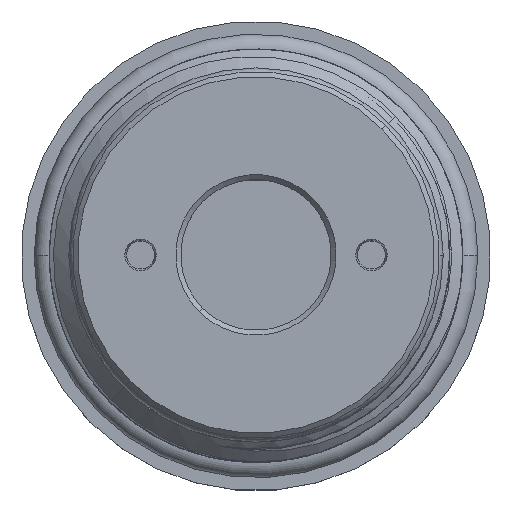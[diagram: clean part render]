
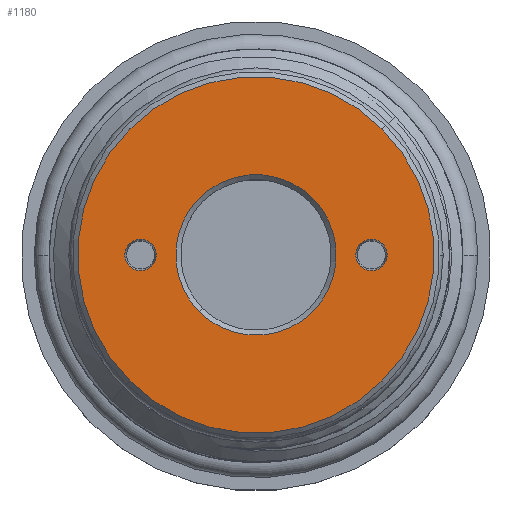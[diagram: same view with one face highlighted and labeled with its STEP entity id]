
A CAD part, top view. The second image highlights one B-rep face of the part: STEP entity #1180.
In plain terms, the highlighted planar face has unit normal (0, 0, 1).
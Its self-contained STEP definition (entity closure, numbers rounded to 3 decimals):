
#735 = FACE_OUTER_BOUND ( 'NONE', #12581, .T. ) ;
#776 = ORIENTED_EDGE ( 'NONE', *, *, #7237, .T. ) ;
#913 = CARTESIAN_POINT ( 'NONE',  ( 5.657, 5.657, 78.2 ) ) ;
#1180 = ADVANCED_FACE ( 'NONE', ( #12234, #735, #11165, #8444 ), #9231, .F. ) ;
#1245 = DIRECTION ( 'NONE',  ( 0., 0., -1. ) ) ;
#1261 = CARTESIAN_POINT ( 'NONE',  ( -11.5, 0., 78.2 ) ) ;
#1272 = VERTEX_POINT ( 'NONE', #5569 ) ;
#1661 = DIRECTION ( 'NONE',  ( 0., 0., -1. ) ) ;
#1806 = CIRCLE ( 'NONE', #5588, 1.561 ) ;
#1899 = ORIENTED_EDGE ( 'NONE', *, *, #9749, .T. ) ;
#2021 = AXIS2_PLACEMENT_3D ( 'NONE', #8948, #12005, #8902 ) ;
#2623 = EDGE_CURVE ( 'NONE', #11093, #1272, #10984, .T. ) ;
#2680 = DIRECTION ( 'NONE',  ( -0.707, -0.707, 0. ) ) ;
#2725 = CIRCLE ( 'NONE', #9015, 1.561 ) ;
#2787 = EDGE_CURVE ( 'NONE', #1272, #11093, #7289, .T. ) ;
#2945 = AXIS2_PLACEMENT_3D ( 'NONE', #11308, #9357, #8225 ) ;
#2960 = EDGE_LOOP ( 'NONE', ( #4691, #12025 ) ) ;
#3184 = DIRECTION ( 'NONE',  ( -0.707, -0.707, 0. ) ) ;
#3227 = EDGE_CURVE ( 'NONE', #5986, #4951, #1806, .T. ) ;
#3279 = AXIS2_PLACEMENT_3D ( 'NONE', #7772, #1661, #2680 ) ;
#3331 = CARTESIAN_POINT ( 'NONE',  ( -12.912, 12.912, 78.2 ) ) ;
#3475 = DIRECTION ( 'NONE',  ( -0.707, -0.707, 0. ) ) ;
#3932 = ORIENTED_EDGE ( 'NONE', *, *, #2623, .T. ) ;
#4105 = CARTESIAN_POINT ( 'NONE',  ( 10.396, -1.104, 78.2 ) ) ;
#4347 = DIRECTION ( 'NONE',  ( 0., 0., -1. ) ) ;
#4691 = ORIENTED_EDGE ( 'NONE', *, *, #10712, .T. ) ;
#4692 = CARTESIAN_POINT ( 'NONE',  ( -5.657, -5.657, 78.2 ) ) ;
#4931 = CIRCLE ( 'NONE', #3279, 8. ) ;
#4951 = VERTEX_POINT ( 'NONE', #9140 ) ;
#5108 = ORIENTED_EDGE ( 'NONE', *, *, #3227, .T. ) ;
#5268 = CIRCLE ( 'NONE', #12759, 1.561 ) ;
#5361 = DIRECTION ( 'NONE',  ( 0., 0., -1. ) ) ;
#5569 = CARTESIAN_POINT ( 'NONE',  ( -12.558, -12.558, 78.2 ) ) ;
#5588 = AXIS2_PLACEMENT_3D ( 'NONE', #12935, #6915, #7893 ) ;
#5986 = VERTEX_POINT ( 'NONE', #4105 ) ;
#6020 = DIRECTION ( 'NONE',  ( 0.707, 0.707, 0. ) ) ;
#6122 = CARTESIAN_POINT ( 'NONE',  ( -10.396, 1.104, 78.2 ) ) ;
#6230 = CARTESIAN_POINT ( 'NONE',  ( -12.604, -1.104, 78.2 ) ) ;
#6606 = VERTEX_POINT ( 'NONE', #6122 ) ;
#6915 = DIRECTION ( 'NONE',  ( 0., 0., -1. ) ) ;
#7184 = VERTEX_POINT ( 'NONE', #6230 ) ;
#7237 = EDGE_CURVE ( 'NONE', #7184, #6606, #12200, .T. ) ;
#7289 = CIRCLE ( 'NONE', #2021, 17.76 ) ;
#7559 = ORIENTED_EDGE ( 'NONE', *, *, #2787, .T. ) ;
#7579 = VERTEX_POINT ( 'NONE', #913 ) ;
#7772 = CARTESIAN_POINT ( 'NONE',  ( 0., 0., 78.2 ) ) ;
#7893 = DIRECTION ( 'NONE',  ( 0.707, 0.707, 0. ) ) ;
#7911 = CARTESIAN_POINT ( 'NONE',  ( 11.5, 0., 78.2 ) ) ;
#7922 = AXIS2_PLACEMENT_3D ( 'NONE', #9323, #1245, #3184 ) ;
#8225 = DIRECTION ( 'NONE',  ( -0.707, -0.707, 0. ) ) ;
#8250 = EDGE_LOOP ( 'NONE', ( #5108, #1899 ) ) ;
#8444 = FACE_BOUND ( 'NONE', #11115, .T. ) ;
#8902 = DIRECTION ( 'NONE',  ( -0.707, -0.707, 0. ) ) ;
#8948 = CARTESIAN_POINT ( 'NONE',  ( 0., 0., 78.2 ) ) ;
#9015 = AXIS2_PLACEMENT_3D ( 'NONE', #1261, #4347, #12369 ) ;
#9140 = CARTESIAN_POINT ( 'NONE',  ( 12.604, 1.104, 78.2 ) ) ;
#9231 = PLANE ( 'NONE',  #10988 ) ;
#9323 = CARTESIAN_POINT ( 'NONE',  ( 0., 0., 78.2 ) ) ;
#9357 = DIRECTION ( 'NONE',  ( 0., 0., 1. ) ) ;
#9479 = DIRECTION ( 'NONE',  ( 0., 0., -1. ) ) ;
#9749 = EDGE_CURVE ( 'NONE', #4951, #5986, #5268, .T. ) ;
#9905 = EDGE_CURVE ( 'NONE', #6606, #7184, #2725, .T. ) ;
#9992 = CIRCLE ( 'NONE', #7922, 8. ) ;
#10265 = DIRECTION ( 'NONE',  ( -0.707, -0.707, 0. ) ) ;
#10419 = EDGE_CURVE ( 'NONE', #11040, #7579, #4931, .T. ) ;
#10712 = EDGE_CURVE ( 'NONE', #7579, #11040, #9992, .T. ) ;
#10918 = DIRECTION ( 'NONE',  ( 0., 0., -1. ) ) ;
#10984 = CIRCLE ( 'NONE', #2945, 17.76 ) ;
#10988 = AXIS2_PLACEMENT_3D ( 'NONE', #3331, #5361, #10265 ) ;
#11040 = VERTEX_POINT ( 'NONE', #4692 ) ;
#11093 = VERTEX_POINT ( 'NONE', #12251 ) ;
#11115 = EDGE_LOOP ( 'NONE', ( #11891, #776 ) ) ;
#11165 = FACE_BOUND ( 'NONE', #8250, .T. ) ;
#11308 = CARTESIAN_POINT ( 'NONE',  ( 0., 0., 78.2 ) ) ;
#11562 = CARTESIAN_POINT ( 'NONE',  ( -11.5, 0., 78.2 ) ) ;
#11651 = AXIS2_PLACEMENT_3D ( 'NONE', #11562, #9479, #3475 ) ;
#11891 = ORIENTED_EDGE ( 'NONE', *, *, #9905, .T. ) ;
#12005 = DIRECTION ( 'NONE',  ( 0., 0., 1. ) ) ;
#12025 = ORIENTED_EDGE ( 'NONE', *, *, #10419, .T. ) ;
#12200 = CIRCLE ( 'NONE', #11651, 1.561 ) ;
#12234 = FACE_BOUND ( 'NONE', #2960, .T. ) ;
#12251 = CARTESIAN_POINT ( 'NONE',  ( 12.558, 12.558, 78.2 ) ) ;
#12369 = DIRECTION ( 'NONE',  ( -0.707, -0.707, 0. ) ) ;
#12581 = EDGE_LOOP ( 'NONE', ( #7559, #3932 ) ) ;
#12759 = AXIS2_PLACEMENT_3D ( 'NONE', #7911, #10918, #6020 ) ;
#12935 = CARTESIAN_POINT ( 'NONE',  ( 11.5, 0., 78.2 ) ) ;
